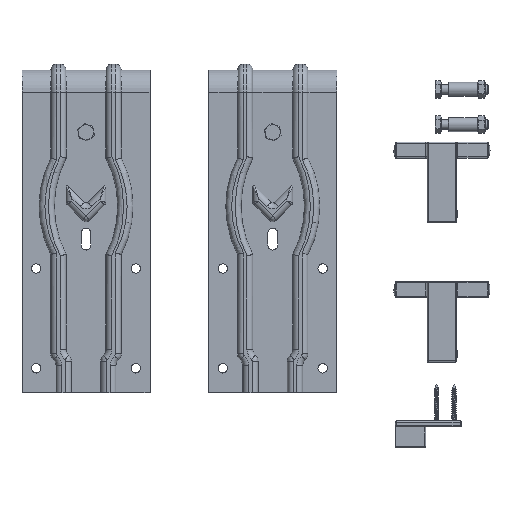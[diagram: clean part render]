
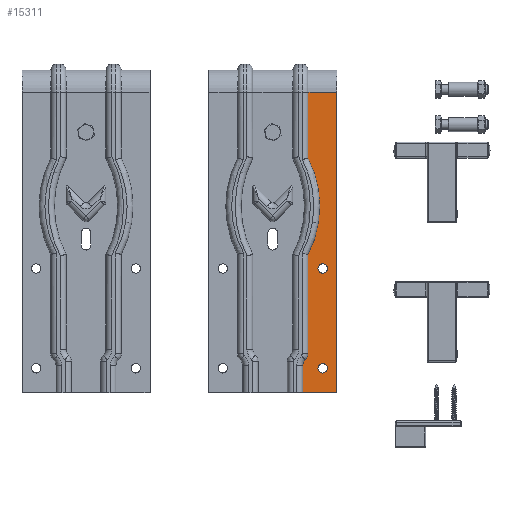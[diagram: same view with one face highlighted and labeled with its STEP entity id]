
A CAD part, front view. The second image highlights one B-rep face of the part: STEP entity #15311.
In plain terms, the highlighted face is planar.
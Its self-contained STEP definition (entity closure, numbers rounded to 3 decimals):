
#1230=FACE_BOUND('',#3988,.T.);
#1231=FACE_BOUND('',#3989,.T.);
#2079=CIRCLE('',#17289,4.);
#2080=CIRCLE('',#17290,4.);
#2083=CIRCLE('',#17294,4.);
#2084=CIRCLE('',#17295,4.);
#2132=CIRCLE('',#17392,7.);
#2135=CIRCLE('',#17396,7.);
#2136=CIRCLE('',#17399,89.05);
#3044=FACE_OUTER_BOUND('',#3987,.T.);
#3987=EDGE_LOOP('',(#13492,#13493,#13494,#13495,#13496,#13497,#13498,#13499,
#13500));
#3988=EDGE_LOOP('',(#13501,#13502));
#3989=EDGE_LOOP('',(#13503,#13504));
#4985=LINE('',#40157,#5878);
#4987=LINE('',#40303,#5880);
#4988=LINE('',#40409,#5881);
#5058=LINE('',#42573,#5951);
#5060=LINE('',#42577,#5953);
#5061=LINE('',#42578,#5954);
#5878=VECTOR('',#21606,1000.);
#5880=VECTOR('',#21622,1000.);
#5881=VECTOR('',#21629,1000.);
#5951=VECTOR('',#21879,1000.);
#5953=VECTOR('',#21883,1000.);
#5954=VECTOR('',#21884,1000.);
#7154=VERTEX_POINT('',#39809);
#7155=VERTEX_POINT('',#39811);
#7158=VERTEX_POINT('',#39819);
#7159=VERTEX_POINT('',#39821);
#7180=VERTEX_POINT('',#39893);
#7254=VERTEX_POINT('',#40155);
#7257=VERTEX_POINT('',#40233);
#7258=VERTEX_POINT('',#40235);
#7259=VERTEX_POINT('',#40239);
#7262=VERTEX_POINT('',#40287);
#7263=VERTEX_POINT('',#40305);
#7340=VERTEX_POINT('',#42572);
#7341=VERTEX_POINT('',#42576);
#9169=EDGE_CURVE('',#7155,#7154,#2079,.T.);
#9170=EDGE_CURVE('',#7154,#7155,#2080,.T.);
#9174=EDGE_CURVE('',#7159,#7158,#2083,.T.);
#9175=EDGE_CURVE('',#7158,#7159,#2084,.T.);
#9310=EDGE_CURVE('',#7254,#7180,#4985,.T.);
#9313=EDGE_CURVE('',#7258,#7257,#2132,.T.);
#9316=EDGE_CURVE('',#7257,#7259,#2135,.T.);
#9320=EDGE_CURVE('',#7262,#7258,#4987,.T.);
#9321=EDGE_CURVE('',#7263,#7262,#2136,.T.);
#9324=EDGE_CURVE('',#7180,#7263,#4988,.T.);
#9461=EDGE_CURVE('',#7340,#7254,#5058,.T.);
#9463=EDGE_CURVE('',#7341,#7259,#5060,.T.);
#9464=EDGE_CURVE('',#7340,#7341,#5061,.T.);
#13492=ORIENTED_EDGE('',*,*,#9313,.T.);
#13493=ORIENTED_EDGE('',*,*,#9316,.T.);
#13494=ORIENTED_EDGE('',*,*,#9463,.F.);
#13495=ORIENTED_EDGE('',*,*,#9464,.F.);
#13496=ORIENTED_EDGE('',*,*,#9461,.T.);
#13497=ORIENTED_EDGE('',*,*,#9310,.T.);
#13498=ORIENTED_EDGE('',*,*,#9324,.T.);
#13499=ORIENTED_EDGE('',*,*,#9321,.T.);
#13500=ORIENTED_EDGE('',*,*,#9320,.T.);
#13501=ORIENTED_EDGE('',*,*,#9169,.T.);
#13502=ORIENTED_EDGE('',*,*,#9170,.T.);
#13503=ORIENTED_EDGE('',*,*,#9174,.T.);
#13504=ORIENTED_EDGE('',*,*,#9175,.T.);
#14501=PLANE('',#17491);
#15311=ADVANCED_FACE('',(#3044,#1230,#1231),#14501,.T.);
#17289=AXIS2_PLACEMENT_3D('',#39812,#21322,#21323);
#17290=AXIS2_PLACEMENT_3D('',#39813,#21324,#21325);
#17294=AXIS2_PLACEMENT_3D('',#39822,#21333,#21334);
#17295=AXIS2_PLACEMENT_3D('',#39823,#21335,#21336);
#17392=AXIS2_PLACEMENT_3D('',#40236,#21609,#21610);
#17396=AXIS2_PLACEMENT_3D('',#40242,#21617,#21618);
#17399=AXIS2_PLACEMENT_3D('',#40306,#21625,#21626);
#17491=AXIS2_PLACEMENT_3D('',#42575,#21881,#21882);
#21322=DIRECTION('center_axis',(-1.,0.,0.));
#21323=DIRECTION('ref_axis',(0.,1.,0.));
#21324=DIRECTION('center_axis',(-1.,0.,0.));
#21325=DIRECTION('ref_axis',(0.,1.,0.));
#21333=DIRECTION('center_axis',(-1.,0.,0.));
#21334=DIRECTION('ref_axis',(0.,1.,0.));
#21335=DIRECTION('center_axis',(-1.,0.,0.));
#21336=DIRECTION('ref_axis',(0.,1.,0.));
#21606=DIRECTION('',(0.,0.,1.));
#21609=DIRECTION('center_axis',(-1.,0.,0.));
#21610=DIRECTION('ref_axis',(0.,0.,1.));
#21617=DIRECTION('center_axis',(1.,0.,0.));
#21618=DIRECTION('ref_axis',(0.,1.,0.));
#21622=DIRECTION('',(0.,-1.,0.));
#21625=DIRECTION('center_axis',(-1.,0.,0.));
#21626=DIRECTION('ref_axis',(0.,-1.,0.));
#21629=DIRECTION('',(0.,-1.,0.));
#21879=DIRECTION('',(0.,1.,0.));
#21881=DIRECTION('center_axis',(1.,0.,0.));
#21882=DIRECTION('ref_axis',(0.,1.,0.));
#21883=DIRECTION('',(0.,1.,0.));
#21884=DIRECTION('',(0.,0.,1.));
#39809=CARTESIAN_POINT('',(1.,17.,12.));
#39811=CARTESIAN_POINT('',(1.,25.,12.));
#39812=CARTESIAN_POINT('Origin',(1.,21.,12.));
#39813=CARTESIAN_POINT('Origin',(1.,21.,12.));
#39819=CARTESIAN_POINT('',(1.,102.,12.));
#39821=CARTESIAN_POINT('',(1.,110.,12.));
#39822=CARTESIAN_POINT('Origin',(1.,106.,12.));
#39823=CARTESIAN_POINT('Origin',(1.,106.,12.));
#39893=CARTESIAN_POINT('',(1.,256.,24.5));
#40155=CARTESIAN_POINT('',(1.,256.,0.));
#40157=CARTESIAN_POINT('',(1.,256.,0.));
#40233=CARTESIAN_POINT('',(1.,28.142,26.75));
#40235=CARTESIAN_POINT('',(1.,33.283,24.5));
#40236=CARTESIAN_POINT('Origin',(1.,33.283,31.5));
#40239=CARTESIAN_POINT('',(1.,23.,29.));
#40242=CARTESIAN_POINT('Origin',(1.,23.,22.));
#40287=CARTESIAN_POINT('',(1.,118.,24.5));
#40303=CARTESIAN_POINT('',(1.,256.,24.5));
#40305=CARTESIAN_POINT('',(1.,200.,24.5));
#40306=CARTESIAN_POINT('Origin',(1.,159.,103.55));
#40409=CARTESIAN_POINT('',(1.,256.,24.5));
#42572=CARTESIAN_POINT('',(1.,0.,0.));
#42573=CARTESIAN_POINT('',(1.,256.,0.));
#42575=CARTESIAN_POINT('Origin',(1.,256.,0.));
#42576=CARTESIAN_POINT('',(1.,0.,29.));
#42577=CARTESIAN_POINT('',(1.,125.5,29.));
#42578=CARTESIAN_POINT('',(1.,0.,0.));
